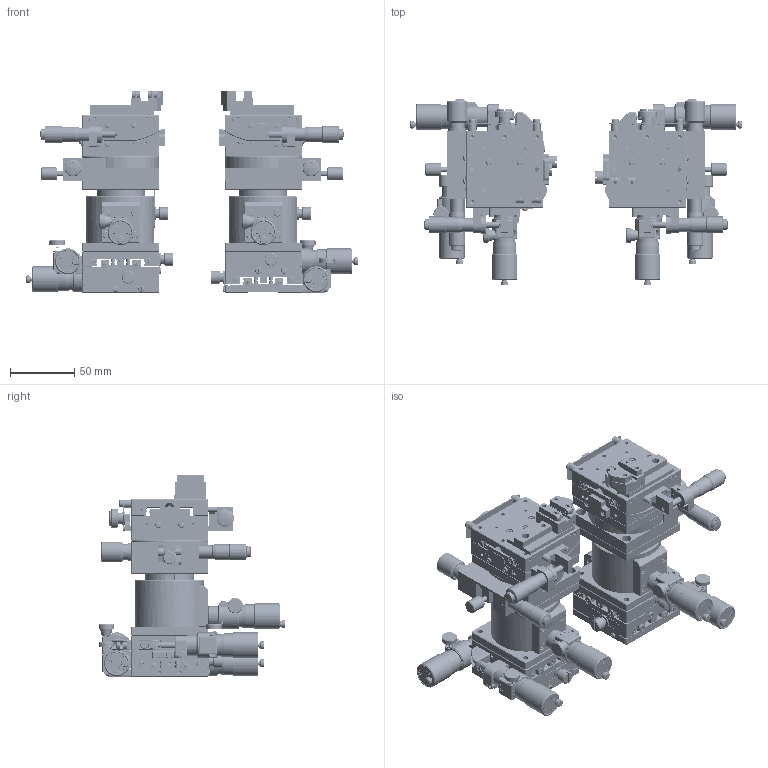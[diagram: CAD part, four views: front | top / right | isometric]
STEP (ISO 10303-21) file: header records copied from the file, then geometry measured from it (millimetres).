
FILE_DESCRIPTION(/* description */ (''),/* implementation_level */ '2;1');
FILE_NAME(/* name */ 'STC-10AXIS-FIBER.step',/* time_stamp */ '2025-10-10T12:05:44+02:00',/* author */ (''),/* organization */ (''),/* preprocessor_version */ 'ST-DEVELOPER v20.1',/* originating_system */ 'Autodesk Translation Framework v14.17.0.0',/* authorisation */ '');
FILE_SCHEMA (('AUTOMOTIVE_DESIGN { 1 0 10303 214 3 1 1 }'));
Length unit declared in the file: centimetre
Products named in the file (27): 2025-10-09-08-45-58-815; 2025-10-09-08-45-58-816; 2025-10-09-08-45-58-817; 2025-10-09-08-45-58-818; 2025-10-09-08-45-58-819; 2025-10-09-08-45-58-823; 2025-10-09-08-45-58-824; 2025-10-09-08-45-58-825; 2025-10-09-08-45-58-826; 2025-10-09-08-45-58-827; 2025-10-09-08-45-58-828; 2025-10-09-08-45-58-829; 2025-10-09-08-45-58-830; 2025-10-09-08-45-58-831; 2025-10-09-08-45-58-832; 2025-10-09-08-45-58-820; 2025-10-09-08-45-58-821; 2025-10-09-08-45-58-822; 2025-10-09-08-45-58-834; 2025-10-09-08-45-58-835; 2025-10-09-10-30-01-793; 2025-10-09-10-30-01-794; 2025-10-09-10-30-01-795; 2025-10-09-10-38-04-704; 2025-10-09-10-29-48-478; 2025-10-09-10-29-48-479; 2025-10-09-10-29-48-480
Assembly tree (30 placements, depth 3):
  2025-10-09-08-45-58-815
    2025-10-09-08-45-58-816
      2025-10-09-08-45-58-817
      2025-10-09-08-45-58-818
      2025-10-09-08-45-58-819
    2025-10-09-08-45-58-820  x2
      2025-10-09-08-45-58-821
      2025-10-09-08-45-58-822
    2025-10-09-08-45-58-823
      2025-10-09-08-45-58-824
      2025-10-09-08-45-58-825
      2025-10-09-08-45-58-826
    2025-10-09-08-45-58-827
      2025-10-09-08-45-58-828
      2025-10-09-08-45-58-829
    2025-10-09-08-45-58-830
      2025-10-09-08-45-58-831
      2025-10-09-08-45-58-832
    2025-10-09-08-45-58-834  x2
    2025-10-09-08-45-58-835  x2
    2025-10-09-10-30-01-793
      2025-10-09-10-30-01-794
      2025-10-09-10-30-01-795
    2025-10-09-10-38-04-704  x2
    2025-10-09-10-29-48-478
      2025-10-09-10-29-48-479
      2025-10-09-10-29-48-480
Bounding box: 257.98 x 145.3 x 156.6 mm (x, y, z)
Volume: 854101.5 mm3; surface area: 436814.9 mm2
Topology: 137 solids, 296 shells, 9533 faces, 23602 edges, 15274 vertices
Faces by surface type: plane 5340, cylinder 2882, cone 1101, torus 118, sphere 78, bspline 14
Full cylindrical faces by diameter (mm): 1 x4, 1.2 x8, 1.5 x18, 1.567 x146, 1.6 x16, 1.7 x4, 1.8 x72, 2 x122, 2.013 x24, 2.113 x46, 2.2 x34, 2.3 x12, 2.4 x38, 2.459 x152, 2.5 x38, 2.6 x22, 2.8 x30, 2.9 x4, 3 x86, 3.1 x4, 3.242 x110, 3.3 x12, 3.5 x40, 3.8 x12, 4 x98, 4.1 x8, 4.2 x4, 4.3 x4, 4.5 x100, 4.6 x4
Entity records: 253676 total; most frequent: CARTESIAN_POINT 54508, DIRECTION 42362, ORIENTED_EDGE 39966, EDGE_CURVE 19983, AXIS2_PLACEMENT_3D 15596, VERTEX_POINT 13055, LINE 11170, VECTOR 11170
